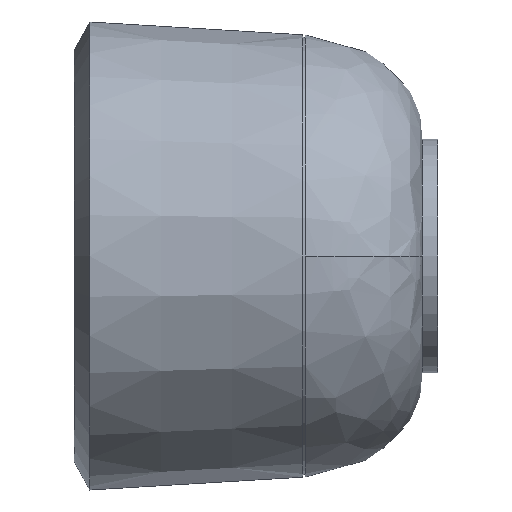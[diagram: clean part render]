
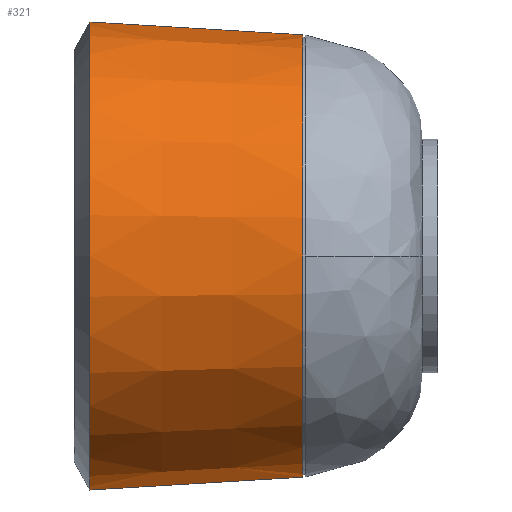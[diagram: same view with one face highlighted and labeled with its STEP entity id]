
A CAD part, left-side view. The second image highlights one B-rep face of the part: STEP entity #321.
In plain terms, the highlighted conical face has half-angle 3.448 degrees and reference radius 425.409 mm.
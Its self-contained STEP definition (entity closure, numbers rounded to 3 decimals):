
#28 = LINE ( 'NONE', #89, #625 ) ;
#37 = VERTEX_POINT ( 'NONE', #245 ) ;
#89 = CARTESIAN_POINT ( 'NONE',  ( 0., 260., 425.409 ) ) ;
#113 = DIRECTION ( 'NONE',  ( 0., 0., 1. ) ) ;
#121 = AXIS2_PLACEMENT_3D ( 'NONE', #156, #201, #113 ) ;
#145 = DIRECTION ( 'NONE',  ( 0., 0., 1. ) ) ;
#156 = CARTESIAN_POINT ( 'NONE',  ( 0., 260., 0. ) ) ;
#188 = CONICAL_SURFACE ( 'NONE', #266, 425.409, 0.06 ) ;
#201 = DIRECTION ( 'NONE',  ( 0., 1., 0. ) ) ;
#215 = EDGE_CURVE ( 'NONE', #283, #37, #394, .T. ) ;
#229 = DIRECTION ( 'NONE',  ( 0., 1., 0. ) ) ;
#235 = VERTEX_POINT ( 'NONE', #353 ) ;
#245 = CARTESIAN_POINT ( 'NONE',  ( 0., 260., 425.409 ) ) ;
#266 = AXIS2_PLACEMENT_3D ( 'NONE', #482, #229, #522 ) ;
#275 = CARTESIAN_POINT ( 'NONE',  ( 0., 260., -425.409 ) ) ;
#283 = VERTEX_POINT ( 'NONE', #275 ) ;
#288 = ORIENTED_EDGE ( 'NONE', *, *, #450, .F. ) ;
#291 = EDGE_CURVE ( 'NONE', #37, #660, #28, .T. ) ;
#313 = CARTESIAN_POINT ( 'NONE',  ( 0., 670., 450.115 ) ) ;
#321 = ADVANCED_FACE ( 'NONE', ( #416 ), #188, .T. ) ;
#353 = CARTESIAN_POINT ( 'NONE',  ( 0., 670., -450.115 ) ) ;
#382 = DIRECTION ( 'NONE',  ( 0., 0.998, -0.06 ) ) ;
#392 = LINE ( 'NONE', #549, #439 ) ;
#394 = CIRCLE ( 'NONE', #121, 425.409 ) ;
#416 = FACE_OUTER_BOUND ( 'NONE', #638, .T. ) ;
#420 = EDGE_CURVE ( 'NONE', #235, #660, #476, .T. ) ;
#439 = VECTOR ( 'NONE', #382, 1000. ) ;
#450 = EDGE_CURVE ( 'NONE', #283, #235, #392, .T. ) ;
#476 = CIRCLE ( 'NONE', #654, 450.115 ) ;
#477 = ORIENTED_EDGE ( 'NONE', *, *, #291, .T. ) ;
#482 = CARTESIAN_POINT ( 'NONE',  ( 0., 260., 0. ) ) ;
#522 = DIRECTION ( 'NONE',  ( 0., 0., 1. ) ) ;
#540 = ORIENTED_EDGE ( 'NONE', *, *, #420, .F. ) ;
#547 = CARTESIAN_POINT ( 'NONE',  ( 0., 670., 0. ) ) ;
#549 = CARTESIAN_POINT ( 'NONE',  ( 0., 260., -425.409 ) ) ;
#571 = ORIENTED_EDGE ( 'NONE', *, *, #215, .T. ) ;
#572 = DIRECTION ( 'NONE',  ( 0., 0.998, 0.06 ) ) ;
#625 = VECTOR ( 'NONE', #572, 1000. ) ;
#638 = EDGE_LOOP ( 'NONE', ( #288, #571, #477, #540 ) ) ;
#654 = AXIS2_PLACEMENT_3D ( 'NONE', #547, #658, #145 ) ;
#658 = DIRECTION ( 'NONE',  ( 0., 1., 0. ) ) ;
#660 = VERTEX_POINT ( 'NONE', #313 ) ;
